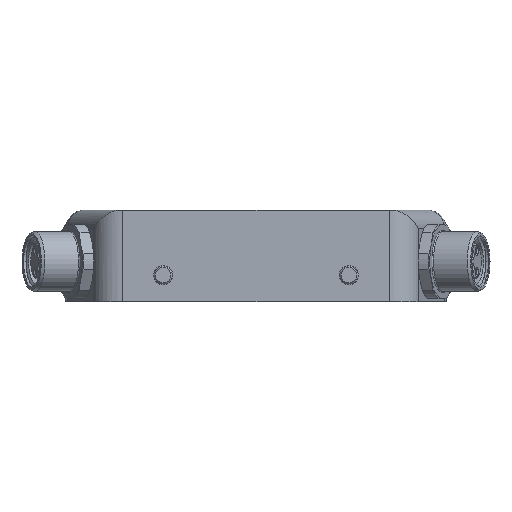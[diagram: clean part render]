
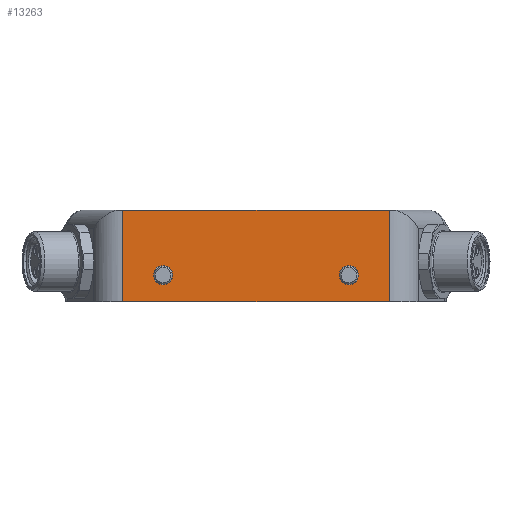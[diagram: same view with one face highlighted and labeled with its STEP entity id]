
A CAD part, front view. The second image highlights one B-rep face of the part: STEP entity #13263.
In plain terms, the highlighted planar face has unit normal (0, -1, 0).
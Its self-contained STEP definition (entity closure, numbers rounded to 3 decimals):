
#1989 = ORIENTED_EDGE ( 'NONE', *, *, #8228, .T. ) ;
#2694 = PLANE ( 'NONE',  #20955 ) ;
#2793 = EDGE_CURVE ( 'NONE', #21745, #32428, #31087, .T. ) ;
#3565 = VERTEX_POINT ( 'NONE', #26721 ) ;
#4887 = VERTEX_POINT ( 'NONE', #13430 ) ;
#5130 = DIRECTION ( 'NONE',  ( 1., 0., 0. ) ) ;
#5436 = VERTEX_POINT ( 'NONE', #36108 ) ;
#6162 = VERTEX_POINT ( 'NONE', #36535 ) ;
#6352 = VECTOR ( 'NONE', #36682, 1000. ) ;
#7284 = DIRECTION ( 'NONE',  ( 0., 1., 0. ) ) ;
#7692 = EDGE_CURVE ( 'NONE', #5436, #36647, #29182, .T. ) ;
#7729 = CARTESIAN_POINT ( 'NONE',  ( -21.499, 32., 14.8 ) ) ;
#8058 = CARTESIAN_POINT ( 'NONE',  ( 21.499, 32., 14.8 ) ) ;
#8228 = EDGE_CURVE ( 'NONE', #4887, #3565, #27134, .T. ) ;
#8581 = EDGE_LOOP ( 'NONE', ( #31831, #40747 ) ) ;
#8898 = DIRECTION ( 'NONE',  ( 0., 1., 0. ) ) ;
#9608 = AXIS2_PLACEMENT_3D ( 'NONE', #31676, #8898, #21781 ) ;
#9699 = LINE ( 'NONE', #17066, #6352 ) ;
#10470 = CARTESIAN_POINT ( 'NONE',  ( -15., 32., 4.3 ) ) ;
#10884 = DIRECTION ( 'NONE',  ( 0., 1., 0. ) ) ;
#11886 = CARTESIAN_POINT ( 'NONE',  ( -25., 32., 0. ) ) ;
#13263 = ADVANCED_FACE ( 'NONE', ( #34343, #18705, #31591 ), #2694, .F. ) ;
#13330 = VECTOR ( 'NONE', #14030, 1000. ) ;
#13430 = CARTESIAN_POINT ( 'NONE',  ( 15., 32., 5.85 ) ) ;
#13600 = DIRECTION ( 'NONE',  ( 0., 0., 1. ) ) ;
#14030 = DIRECTION ( 'NONE',  ( 1., 0., 0. ) ) ;
#14244 = LINE ( 'NONE', #20764, #13330 ) ;
#14318 = EDGE_CURVE ( 'NONE', #36647, #5436, #35815, .T. ) ;
#14568 = EDGE_CURVE ( 'NONE', #3565, #4887, #35149, .T. ) ;
#14814 = LINE ( 'NONE', #8058, #18070 ) ;
#15630 = AXIS2_PLACEMENT_3D ( 'NONE', #22316, #41522, #25525 ) ;
#17066 = CARTESIAN_POINT ( 'NONE',  ( -21.499, 32., 14.8 ) ) ;
#17598 = EDGE_LOOP ( 'NONE', ( #1989, #37652 ) ) ;
#17817 = CARTESIAN_POINT ( 'NONE',  ( 15., 32., 4.3 ) ) ;
#18070 = VECTOR ( 'NONE', #21574, 1000. ) ;
#18705 = FACE_BOUND ( 'NONE', #8581, .T. ) ;
#19902 = ORIENTED_EDGE ( 'NONE', *, *, #22319, .F. ) ;
#20361 = AXIS2_PLACEMENT_3D ( 'NONE', #10470, #36157, #13600 ) ;
#20764 = CARTESIAN_POINT ( 'NONE',  ( -25., 32., 14.8 ) ) ;
#20955 = AXIS2_PLACEMENT_3D ( 'NONE', #29297, #7284, #38924 ) ;
#20967 = DIRECTION ( 'NONE',  ( 0., 0., 1. ) ) ;
#21574 = DIRECTION ( 'NONE',  ( 0., 0., 1. ) ) ;
#21745 = VERTEX_POINT ( 'NONE', #31068 ) ;
#21781 = DIRECTION ( 'NONE',  ( 0., 0., 1. ) ) ;
#22126 = CARTESIAN_POINT ( 'NONE',  ( 21.499, 32., 0. ) ) ;
#22316 = CARTESIAN_POINT ( 'NONE',  ( 15., 32., 4.3 ) ) ;
#22319 = EDGE_CURVE ( 'NONE', #36020, #6162, #14244, .T. ) ;
#25525 = DIRECTION ( 'NONE',  ( 0., 0., 1. ) ) ;
#26721 = CARTESIAN_POINT ( 'NONE',  ( 15., 32., 2.75 ) ) ;
#27134 = CIRCLE ( 'NONE', #15630, 1.55 ) ;
#28055 = CARTESIAN_POINT ( 'NONE',  ( -15., 32., 5.85 ) ) ;
#29182 = CIRCLE ( 'NONE', #9608, 1.55 ) ;
#29297 = CARTESIAN_POINT ( 'NONE',  ( -25., 32., 14.8 ) ) ;
#29365 = ORIENTED_EDGE ( 'NONE', *, *, #2793, .T. ) ;
#29543 = EDGE_CURVE ( 'NONE', #32428, #6162, #14814, .T. ) ;
#30750 = EDGE_LOOP ( 'NONE', ( #29365, #39774, #19902, #36743 ) ) ;
#31068 = CARTESIAN_POINT ( 'NONE',  ( -21.499, 32., 0. ) ) ;
#31087 = LINE ( 'NONE', #11886, #36301 ) ;
#31591 = FACE_OUTER_BOUND ( 'NONE', #30750, .T. ) ;
#31676 = CARTESIAN_POINT ( 'NONE',  ( -15., 32., 4.3 ) ) ;
#31831 = ORIENTED_EDGE ( 'NONE', *, *, #14318, .T. ) ;
#32428 = VERTEX_POINT ( 'NONE', #22126 ) ;
#34343 = FACE_BOUND ( 'NONE', #17598, .T. ) ;
#35149 = CIRCLE ( 'NONE', #39858, 1.55 ) ;
#35815 = CIRCLE ( 'NONE', #20361, 1.55 ) ;
#36020 = VERTEX_POINT ( 'NONE', #7729 ) ;
#36108 = CARTESIAN_POINT ( 'NONE',  ( -15., 32., 2.75 ) ) ;
#36157 = DIRECTION ( 'NONE',  ( 0., 1., 0. ) ) ;
#36301 = VECTOR ( 'NONE', #5130, 1000. ) ;
#36535 = CARTESIAN_POINT ( 'NONE',  ( 21.499, 32., 14.8 ) ) ;
#36647 = VERTEX_POINT ( 'NONE', #28055 ) ;
#36682 = DIRECTION ( 'NONE',  ( 0., 0., -1. ) ) ;
#36743 = ORIENTED_EDGE ( 'NONE', *, *, #40213, .T. ) ;
#37652 = ORIENTED_EDGE ( 'NONE', *, *, #14568, .T. ) ;
#38924 = DIRECTION ( 'NONE',  ( 0., 0., 1. ) ) ;
#39774 = ORIENTED_EDGE ( 'NONE', *, *, #29543, .T. ) ;
#39858 = AXIS2_PLACEMENT_3D ( 'NONE', #17817, #10884, #20967 ) ;
#40213 = EDGE_CURVE ( 'NONE', #36020, #21745, #9699, .T. ) ;
#40747 = ORIENTED_EDGE ( 'NONE', *, *, #7692, .T. ) ;
#41522 = DIRECTION ( 'NONE',  ( 0., 1., 0. ) ) ;
